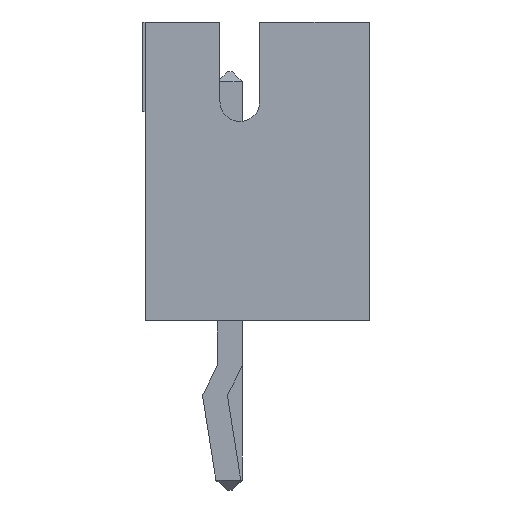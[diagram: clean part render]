
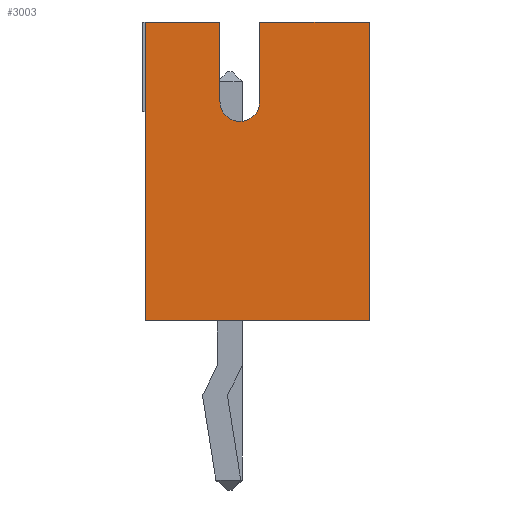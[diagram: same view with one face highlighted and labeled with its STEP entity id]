
A CAD part, left-side view. The second image highlights one B-rep face of the part: STEP entity #3003.
In plain terms, the highlighted planar face has unit normal (-1, 0, 0).
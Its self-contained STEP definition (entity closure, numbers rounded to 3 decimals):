
#167 = VERTEX_POINT('',#168);
#168 = CARTESIAN_POINT('',(-1.95,1.7,6.));
#174 = EDGE_CURVE('',#175,#167,#177,.T.);
#175 = VERTEX_POINT('',#176);
#176 = CARTESIAN_POINT('',(-1.95,1.7,0.));
#177 = LINE('',#178,#179);
#178 = CARTESIAN_POINT('',(-1.95,1.7,0.));
#179 = VECTOR('',#180,1.);
#180 = DIRECTION('',(0.,0.,1.));
#775 = VERTEX_POINT('',#776);
#776 = CARTESIAN_POINT('',(-1.95,-2.8,0.));
#784 = EDGE_CURVE('',#775,#785,#787,.T.);
#785 = VERTEX_POINT('',#786);
#786 = CARTESIAN_POINT('',(-1.95,-2.8,6.));
#787 = LINE('',#788,#789);
#788 = CARTESIAN_POINT('',(-1.95,-2.8,0.));
#789 = VECTOR('',#790,1.);
#790 = DIRECTION('',(0.,0.,1.));
#2993 = EDGE_CURVE('',#175,#775,#2994,.T.);
#2994 = LINE('',#2995,#2996);
#2995 = CARTESIAN_POINT('',(-1.95,1.7,0.));
#2996 = VECTOR('',#2997,1.);
#2997 = DIRECTION('',(0.,-1.,0.));
#3003 = ADVANCED_FACE('',(#3004),#3048,.F.);
#3004 = FACE_BOUND('',#3005,.F.);
#3005 = EDGE_LOOP('',(#3006,#3007,#3008,#3016,#3024,#3033,#3041,#3047));
#3006 = ORIENTED_EDGE('',*,*,#2993,.F.);
#3007 = ORIENTED_EDGE('',*,*,#174,.T.);
#3008 = ORIENTED_EDGE('',*,*,#3009,.T.);
#3009 = EDGE_CURVE('',#167,#3010,#3012,.T.);
#3010 = VERTEX_POINT('',#3011);
#3011 = CARTESIAN_POINT('',(-1.95,0.2,6.));
#3012 = LINE('',#3013,#3014);
#3013 = CARTESIAN_POINT('',(-1.95,1.7,6.));
#3014 = VECTOR('',#3015,1.);
#3015 = DIRECTION('',(0.,-1.,0.));
#3016 = ORIENTED_EDGE('',*,*,#3017,.T.);
#3017 = EDGE_CURVE('',#3010,#3018,#3020,.T.);
#3018 = VERTEX_POINT('',#3019);
#3019 = CARTESIAN_POINT('',(-1.95,0.2,4.4));
#3020 = LINE('',#3021,#3022);
#3021 = CARTESIAN_POINT('',(-1.95,0.2,3.));
#3022 = VECTOR('',#3023,1.);
#3023 = DIRECTION('',(-0.,0.,-1.));
#3024 = ORIENTED_EDGE('',*,*,#3025,.F.);
#3025 = EDGE_CURVE('',#3026,#3018,#3028,.T.);
#3026 = VERTEX_POINT('',#3027);
#3027 = CARTESIAN_POINT('',(-1.95,-0.6,4.4));
#3028 = CIRCLE('',#3029,0.4);
#3029 = AXIS2_PLACEMENT_3D('',#3030,#3031,#3032);
#3030 = CARTESIAN_POINT('',(-1.95,-0.2,4.4));
#3031 = DIRECTION('',(1.,0.,0.));
#3032 = DIRECTION('',(0.,1.,0.));
#3033 = ORIENTED_EDGE('',*,*,#3034,.T.);
#3034 = EDGE_CURVE('',#3026,#3035,#3037,.T.);
#3035 = VERTEX_POINT('',#3036);
#3036 = CARTESIAN_POINT('',(-1.95,-0.6,6.));
#3037 = LINE('',#3038,#3039);
#3038 = CARTESIAN_POINT('',(-1.95,-0.6,2.2));
#3039 = VECTOR('',#3040,1.);
#3040 = DIRECTION('',(0.,0.,1.));
#3041 = ORIENTED_EDGE('',*,*,#3042,.T.);
#3042 = EDGE_CURVE('',#3035,#785,#3043,.T.);
#3043 = LINE('',#3044,#3045);
#3044 = CARTESIAN_POINT('',(-1.95,1.7,6.));
#3045 = VECTOR('',#3046,1.);
#3046 = DIRECTION('',(0.,-1.,0.));
#3047 = ORIENTED_EDGE('',*,*,#784,.F.);
#3048 = PLANE('',#3049);
#3049 = AXIS2_PLACEMENT_3D('',#3050,#3051,#3052);
#3050 = CARTESIAN_POINT('',(-1.95,1.7,0.));
#3051 = DIRECTION('',(1.,0.,0.));
#3052 = DIRECTION('',(0.,-1.,0.));
